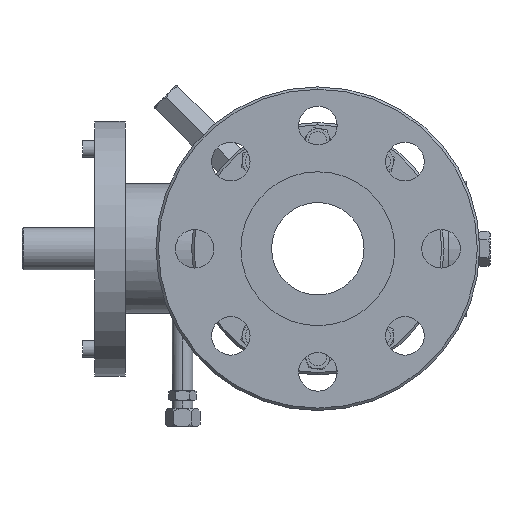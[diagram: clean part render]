
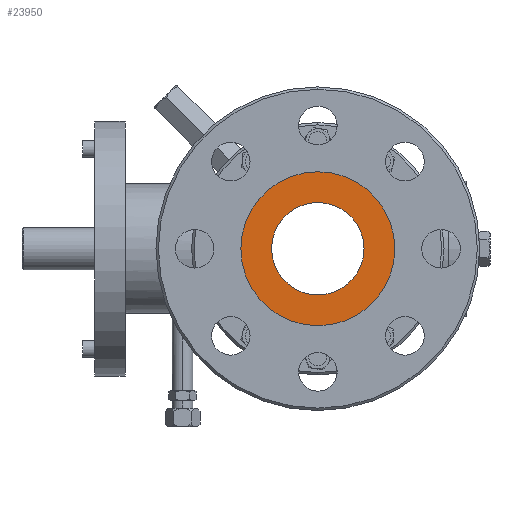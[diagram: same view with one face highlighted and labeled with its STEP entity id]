
A CAD part, left-side view. The second image highlights one B-rep face of the part: STEP entity #23950.
In plain terms, the highlighted planar face has unit normal (-1, 0, 0).
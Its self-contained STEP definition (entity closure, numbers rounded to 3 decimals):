
#230 = CARTESIAN_POINT ( 'NONE',  ( -235., 0., 0. ) ) ;
#878 = DIRECTION ( 'NONE',  ( 1., 0., 0. ) ) ;
#1667 = DIRECTION ( 'NONE',  ( 0., 0., -1. ) ) ;
#2001 = ORIENTED_EDGE ( 'NONE', *, *, #5204, .F. ) ;
#2344 = CARTESIAN_POINT ( 'NONE',  ( -235., 0., -38.1 ) ) ;
#2824 = CIRCLE ( 'NONE', #17769, 63.5 ) ;
#3006 = AXIS2_PLACEMENT_3D ( 'NONE', #21964, #7377, #25461 ) ;
#3829 = PLANE ( 'NONE',  #23349 ) ;
#4241 = VERTEX_POINT ( 'NONE', #2344 ) ;
#4335 = VERTEX_POINT ( 'NONE', #8906 ) ;
#5204 = EDGE_CURVE ( 'NONE', #4335, #19741, #20960, .T. ) ;
#6348 = CIRCLE ( 'NONE', #8973, 38.1 ) ;
#6968 = CARTESIAN_POINT ( 'NONE',  ( -235., 0., 38.1 ) ) ;
#7035 = CARTESIAN_POINT ( 'NONE',  ( -235., 0., -63.5 ) ) ;
#7377 = DIRECTION ( 'NONE',  ( 1., 0., 0. ) ) ;
#7714 = CARTESIAN_POINT ( 'NONE',  ( -235., 0., 0. ) ) ;
#8906 = CARTESIAN_POINT ( 'NONE',  ( -235., 0., 63.5 ) ) ;
#8910 = EDGE_LOOP ( 'NONE', ( #2001, #13173 ) ) ;
#8973 = AXIS2_PLACEMENT_3D ( 'NONE', #230, #12724, #20883 ) ;
#9861 = DIRECTION ( 'NONE',  ( -1., 0., 0. ) ) ;
#12443 = EDGE_LOOP ( 'NONE', ( #20081, #13035 ) ) ;
#12724 = DIRECTION ( 'NONE',  ( 1., 0., 0. ) ) ;
#13035 = ORIENTED_EDGE ( 'NONE', *, *, #17499, .T. ) ;
#13173 = ORIENTED_EDGE ( 'NONE', *, *, #23910, .F. ) ;
#14219 = EDGE_CURVE ( 'NONE', #18037, #4241, #6348, .T. ) ;
#15340 = CARTESIAN_POINT ( 'NONE',  ( -235., 0., 0. ) ) ;
#16082 = DIRECTION ( 'NONE',  ( 0., 0., -1. ) ) ;
#16787 = CIRCLE ( 'NONE', #20230, 38.1 ) ;
#17499 = EDGE_CURVE ( 'NONE', #4241, #18037, #16787, .T. ) ;
#17769 = AXIS2_PLACEMENT_3D ( 'NONE', #15340, #878, #23515 ) ;
#18037 = VERTEX_POINT ( 'NONE', #6968 ) ;
#18361 = CARTESIAN_POINT ( 'NONE',  ( -235., 0., 0. ) ) ;
#19741 = VERTEX_POINT ( 'NONE', #7035 ) ;
#20081 = ORIENTED_EDGE ( 'NONE', *, *, #14219, .T. ) ;
#20230 = AXIS2_PLACEMENT_3D ( 'NONE', #18361, #26299, #16082 ) ;
#20883 = DIRECTION ( 'NONE',  ( 0., 0., -1. ) ) ;
#20960 = CIRCLE ( 'NONE', #3006, 63.5 ) ;
#21642 = FACE_BOUND ( 'NONE', #12443, .T. ) ;
#21964 = CARTESIAN_POINT ( 'NONE',  ( -235., 0., 0. ) ) ;
#22165 = FACE_OUTER_BOUND ( 'NONE', #8910, .T. ) ;
#23349 = AXIS2_PLACEMENT_3D ( 'NONE', #7714, #9861, #1667 ) ;
#23515 = DIRECTION ( 'NONE',  ( 0., 0., -1. ) ) ;
#23910 = EDGE_CURVE ( 'NONE', #19741, #4335, #2824, .T. ) ;
#23950 = ADVANCED_FACE ( 'NONE', ( #22165, #21642 ), #3829, .T. ) ;
#25461 = DIRECTION ( 'NONE',  ( 0., 0., -1. ) ) ;
#26299 = DIRECTION ( 'NONE',  ( 1., 0., 0. ) ) ;
